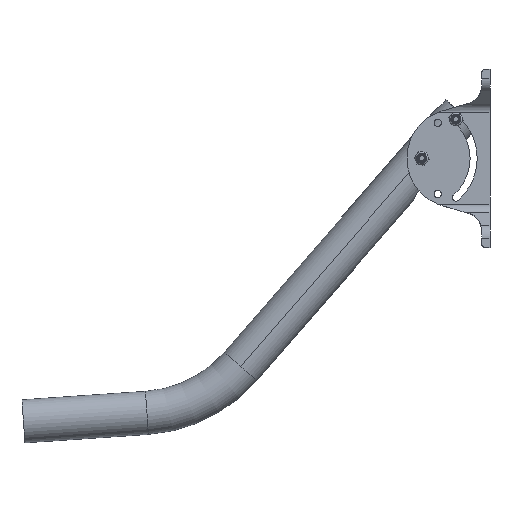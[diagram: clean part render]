
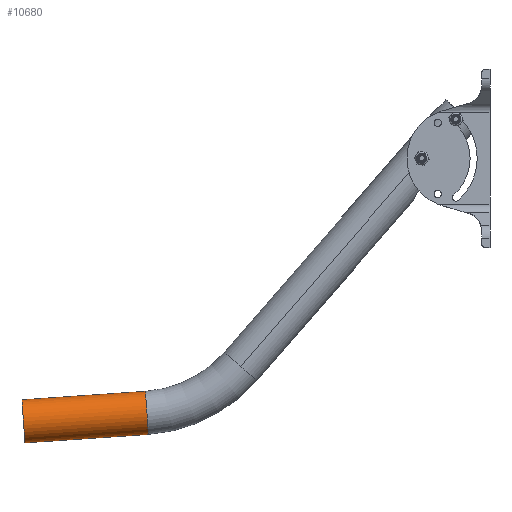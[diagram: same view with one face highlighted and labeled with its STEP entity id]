
A CAD part, left-side view. The second image highlights one B-rep face of the part: STEP entity #10680.
In plain terms, the highlighted cylindrical face has radius 21.082 mm (diameter 42.164 mm), a partial arc.
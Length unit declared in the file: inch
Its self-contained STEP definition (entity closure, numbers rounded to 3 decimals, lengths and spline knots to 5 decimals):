
#408 = VERTEX_POINT ( 'NONE', #13067 ) ;
#1151 = EDGE_CURVE ( 'NONE', #14378, #408, #12455, .T. ) ;
#2021 = VECTOR ( 'NONE', #4493, 39.37008 ) ;
#2184 = CARTESIAN_POINT ( 'NONE',  ( 16.62227, -1.53946, 0. ) ) ;
#3219 = CARTESIAN_POINT ( 'NONE',  ( 16.03488, -2.12588, 0. ) ) ;
#3272 = EDGE_LOOP ( 'NONE', ( #9537, #11018, #10135, #5871 ) ) ;
#3273 = EDGE_CURVE ( 'NONE', #12096, #14378, #9206, .T. ) ;
#3555 = CYLINDRICAL_SURFACE ( 'NONE', #9070, 0.83 ) ;
#3645 = CARTESIAN_POINT ( 'NONE',  ( 19.98291, -4.90565, 0. ) ) ;
#3669 = AXIS2_PLACEMENT_3D ( 'NONE', #8547, #13029, #6275 ) ;
#3901 = CIRCLE ( 'NONE', #3669, 0.83 ) ;
#4217 = LINE ( 'NONE', #12408, #7797 ) ;
#4493 = DIRECTION ( 'NONE',  ( 0.707, -0.708, 0. ) ) ;
#4770 = DIRECTION ( 'NONE',  ( 0.707, -0.708, 0. ) ) ;
#5004 = CARTESIAN_POINT ( 'NONE',  ( 17.20965, -0.95305, 0. ) ) ;
#5181 = AXIS2_PLACEMENT_3D ( 'NONE', #3645, #6015, #6171 ) ;
#5842 = DIRECTION ( 'NONE',  ( 0.708, 0.707, 0. ) ) ;
#5871 = ORIENTED_EDGE ( 'NONE', *, *, #3273, .F. ) ;
#6015 = DIRECTION ( 'NONE',  ( 0.707, -0.708, 0. ) ) ;
#6171 = DIRECTION ( 'NONE',  ( 0., 0., -1. ) ) ;
#6275 = DIRECTION ( 'NONE',  ( 0., 0., -1. ) ) ;
#7797 = VECTOR ( 'NONE', #12114, 39.37008 ) ;
#8363 = EDGE_CURVE ( 'NONE', #12096, #8555, #3901, .T. ) ;
#8444 = EDGE_CURVE ( 'NONE', #8555, #408, #4217, .T. ) ;
#8547 = CARTESIAN_POINT ( 'NONE',  ( 16.62227, -1.53946, 0. ) ) ;
#8555 = VERTEX_POINT ( 'NONE', #3219 ) ;
#9070 = AXIS2_PLACEMENT_3D ( 'NONE', #2184, #4770, #5842 ) ;
#9206 = LINE ( 'NONE', #10203, #2021 ) ;
#9395 = CARTESIAN_POINT ( 'NONE',  ( 20.5703, -4.31924, 0. ) ) ;
#9537 = ORIENTED_EDGE ( 'NONE', *, *, #8363, .T. ) ;
#10135 = ORIENTED_EDGE ( 'NONE', *, *, #1151, .F. ) ;
#10203 = CARTESIAN_POINT ( 'NONE',  ( 17.20965, -0.95305, 0. ) ) ;
#10411 = FACE_OUTER_BOUND ( 'NONE', #3272, .T. ) ;
#10680 = ADVANCED_FACE ( 'NONE', ( #10411 ), #3555, .T. ) ;
#11018 = ORIENTED_EDGE ( 'NONE', *, *, #8444, .T. ) ;
#12096 = VERTEX_POINT ( 'NONE', #5004 ) ;
#12114 = DIRECTION ( 'NONE',  ( 0.707, -0.708, 0. ) ) ;
#12408 = CARTESIAN_POINT ( 'NONE',  ( 16.03488, -2.12588, 0. ) ) ;
#12455 = CIRCLE ( 'NONE', #5181, 0.83 ) ;
#13029 = DIRECTION ( 'NONE',  ( 0.707, -0.708, 0. ) ) ;
#13067 = CARTESIAN_POINT ( 'NONE',  ( 19.39553, -5.49207, 0. ) ) ;
#14378 = VERTEX_POINT ( 'NONE', #9395 ) ;
